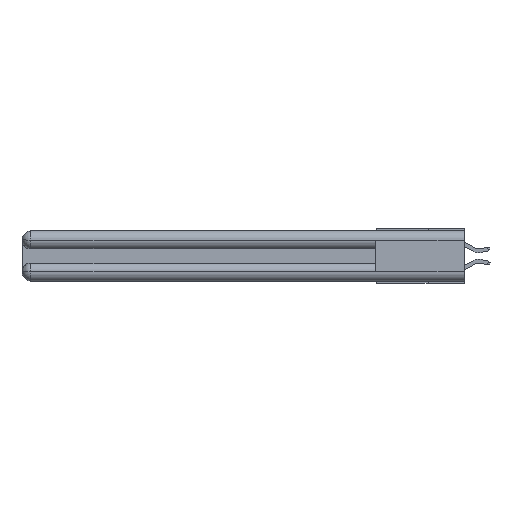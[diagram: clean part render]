
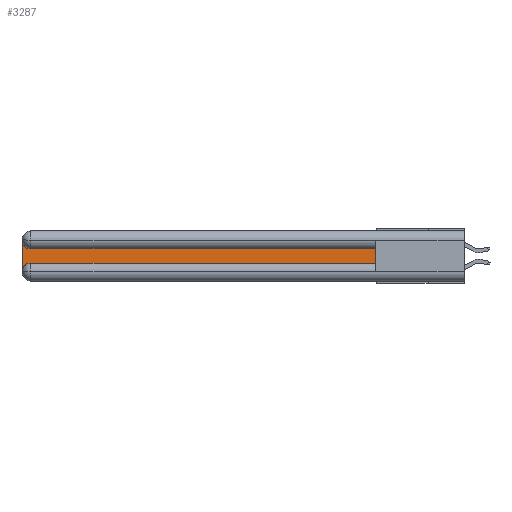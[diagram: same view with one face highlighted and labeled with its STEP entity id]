
A CAD part, left-side view. The second image highlights one B-rep face of the part: STEP entity #3287.
In plain terms, the highlighted planar face has unit normal (-1, 0, 0).
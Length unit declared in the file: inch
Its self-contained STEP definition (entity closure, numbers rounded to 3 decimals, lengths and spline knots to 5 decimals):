
#149 = DIRECTION ( 'NONE',  ( 0., 1., 0. ) ) ;
#593 = DIRECTION ( 'NONE',  ( 0., 0., -1. ) ) ;
#1987 = ORIENTED_EDGE ( 'NONE', *, *, #8360, .T. ) ;
#2044 = DIRECTION ( 'NONE',  ( 0., 0., -1. ) ) ;
#2105 = AXIS2_PLACEMENT_3D ( 'NONE', #22208, #17745, #2044 ) ;
#2143 = PLANE ( 'NONE',  #2105 ) ;
#2332 = CARTESIAN_POINT ( 'NONE',  ( 0.075, 2.94, -0.0625 ) ) ;
#3287 = ADVANCED_FACE ( 'NONE', ( #8681 ), #2143, .F. ) ;
#3609 = LINE ( 'NONE', #17978, #14825 ) ;
#3635 = EDGE_CURVE ( 'NONE', #13354, #24395, #20936, .T. ) ;
#4862 = DIRECTION ( 'NONE',  ( 0., 0., -1. ) ) ;
#4906 = VECTOR ( 'NONE', #25872, 39.37008 ) ;
#6259 = VECTOR ( 'NONE', #26146, 39.37008 ) ;
#6832 = EDGE_CURVE ( 'NONE', #9454, #13354, #19281, .T. ) ;
#7450 = CARTESIAN_POINT ( 'NONE',  ( 0.075, 3., -0.2175 ) ) ;
#7505 = ORIENTED_EDGE ( 'NONE', *, *, #19698, .T. ) ;
#8080 = LINE ( 'NONE', #7450, #4906 ) ;
#8360 = EDGE_CURVE ( 'NONE', #24395, #26560, #28338, .T. ) ;
#8681 = FACE_OUTER_BOUND ( 'NONE', #10246, .T. ) ;
#9100 = DIRECTION ( 'NONE',  ( 1., 0., 0. ) ) ;
#9454 = VERTEX_POINT ( 'NONE', #13071 ) ;
#9471 = DIRECTION ( 'NONE',  ( 1., 0., 0. ) ) ;
#9685 = ORIENTED_EDGE ( 'NONE', *, *, #9766, .T. ) ;
#9766 = EDGE_CURVE ( 'NONE', #16192, #9454, #8080, .T. ) ;
#10246 = EDGE_LOOP ( 'NONE', ( #7505, #16464, #9685, #12319, #25511, #1987 ) ) ;
#11245 = CARTESIAN_POINT ( 'NONE',  ( 0.075, 0.6, -0.2175 ) ) ;
#12090 = VERTEX_POINT ( 'NONE', #17609 ) ;
#12319 = ORIENTED_EDGE ( 'NONE', *, *, #6832, .T. ) ;
#12548 = DIRECTION ( 'NONE',  ( 0., -1., 0. ) ) ;
#12809 = EDGE_CURVE ( 'NONE', #12090, #16192, #14227, .T. ) ;
#13071 = CARTESIAN_POINT ( 'NONE',  ( 0.075, 3., -0.2775 ) ) ;
#13259 = CARTESIAN_POINT ( 'NONE',  ( 0.075, 3., -0.0625 ) ) ;
#13354 = VERTEX_POINT ( 'NONE', #17691 ) ;
#13970 = AXIS2_PLACEMENT_3D ( 'NONE', #27303, #9471, #593 ) ;
#14227 = CIRCLE ( 'NONE', #24063, 0.06 ) ;
#14825 = VECTOR ( 'NONE', #149, 39.37008 ) ;
#15979 = VECTOR ( 'NONE', #12548, 39.37008 ) ;
#16192 = VERTEX_POINT ( 'NONE', #13259 ) ;
#16464 = ORIENTED_EDGE ( 'NONE', *, *, #12809, .T. ) ;
#17609 = CARTESIAN_POINT ( 'NONE',  ( 0.075, 2.94, -0.1225 ) ) ;
#17691 = CARTESIAN_POINT ( 'NONE',  ( 0.075, 2.94, -0.2175 ) ) ;
#17745 = DIRECTION ( 'NONE',  ( 1., 0., 0. ) ) ;
#17978 = CARTESIAN_POINT ( 'NONE',  ( 0.075, 0.6, -0.1225 ) ) ;
#18670 = CARTESIAN_POINT ( 'NONE',  ( 0.075, 0.6, -0.2175 ) ) ;
#19281 = CIRCLE ( 'NONE', #13970, 0.06 ) ;
#19698 = EDGE_CURVE ( 'NONE', #26560, #12090, #3609, .T. ) ;
#20936 = LINE ( 'NONE', #18670, #15979 ) ;
#22208 = CARTESIAN_POINT ( 'NONE',  ( 0.075, 3., -0.1225 ) ) ;
#23980 = CARTESIAN_POINT ( 'NONE',  ( 0.075, 0.6, -0.2175 ) ) ;
#24063 = AXIS2_PLACEMENT_3D ( 'NONE', #2332, #9100, #4862 ) ;
#24288 = CARTESIAN_POINT ( 'NONE',  ( 0.075, 0.6, -0.1225 ) ) ;
#24395 = VERTEX_POINT ( 'NONE', #11245 ) ;
#25511 = ORIENTED_EDGE ( 'NONE', *, *, #3635, .T. ) ;
#25872 = DIRECTION ( 'NONE',  ( 0., 0., -1. ) ) ;
#26146 = DIRECTION ( 'NONE',  ( 0., 0., 1. ) ) ;
#26560 = VERTEX_POINT ( 'NONE', #24288 ) ;
#27303 = CARTESIAN_POINT ( 'NONE',  ( 0.075, 2.94, -0.2775 ) ) ;
#28338 = LINE ( 'NONE', #23980, #6259 ) ;
